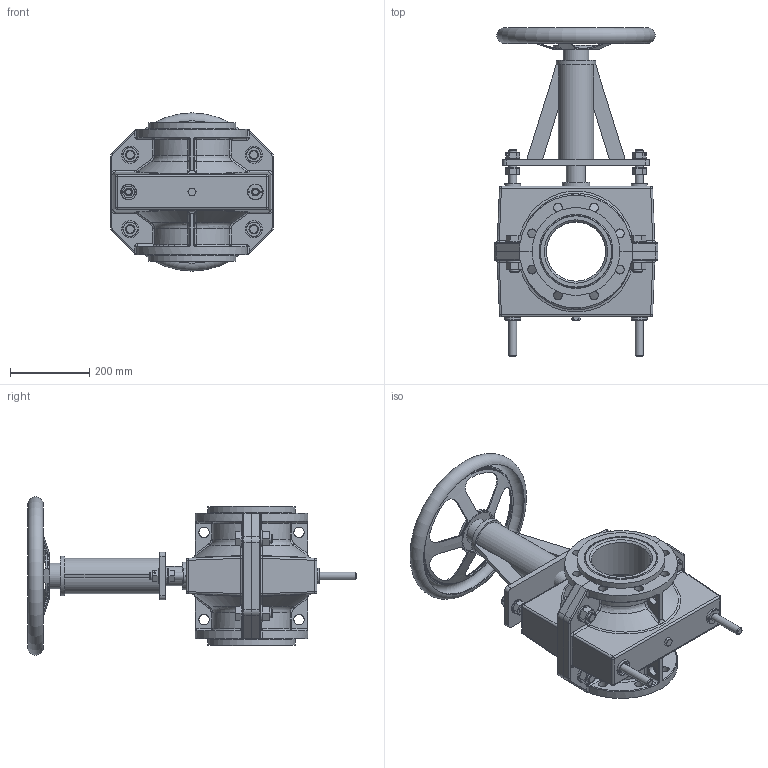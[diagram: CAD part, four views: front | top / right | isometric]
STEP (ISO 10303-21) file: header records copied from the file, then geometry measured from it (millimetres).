
FILE_DESCRIPTION((''),'2;1');
FILE_NAME('BE150M10-1X1.stp','2016-11-04T15:27:19',('niko.tikander'),(''),'Autodesk Inventor 2011','Autodesk Inventor 2011','');
FILE_SCHEMA(('CONFIG_CONTROL_DESIGN'));
Length unit declared in the file: inch
Products named in the file (1): BE150M10-1X1_Shrinkwrap_1
Bounding box: 414 x 831 x 399.87 mm (x, y, z)
Surface area: 2151217 mm2 (no closed solid volume)
Topology: 0 solids, 62 shells, 963 faces, 2372 edges, 1474 vertices
Faces by surface type: cylinder 293, plane 288, cone 172, bspline 120, torus 58, sphere 32
Full cylindrical faces by diameter (mm): 4 x2, 5 x16, 6 x2, 6.8 x1, 12 x1, 20 x2, 22 x16, 23 x2, 24 x5, 26 x4, 28 x1, 30.3 x4, 35 x4, 36.5 x4, 40 x4, 43.5 x8, 48 x1, 48.4 x1, 59.614 x1, 65 x1, 70 x1, 89 x1, 100 x1, 109 x1, 115 x1, 150 x3, 180 x3, 222 x2, 314 x1, 320 x1
Entity records: 42152 total; most frequent: CARTESIAN_POINT 20402, DIRECTION 4172, ORIENTED_EDGE 4002, EDGE_CURVE 2190, AXIS2_PLACEMENT_3D 1744, VERTEX_POINT 1440, EDGE_LOOP 1248, FACE_OUTER_BOUND 963
